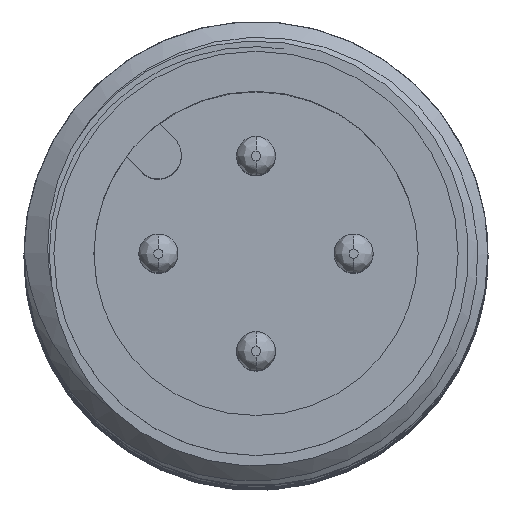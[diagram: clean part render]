
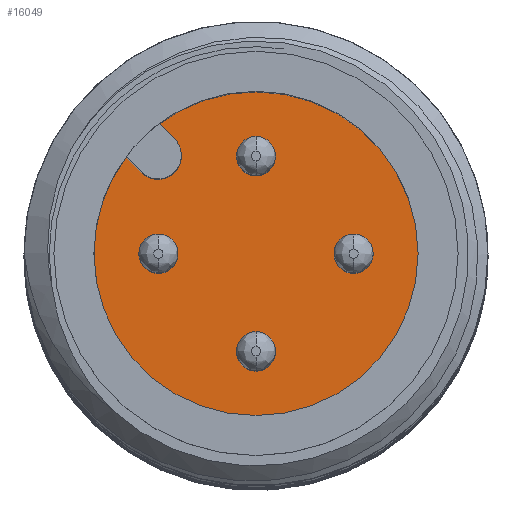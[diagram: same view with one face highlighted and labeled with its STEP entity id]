
A CAD part, top view. The second image highlights one B-rep face of the part: STEP entity #16049.
In plain terms, the highlighted planar face has unit normal (0, 0, 1).
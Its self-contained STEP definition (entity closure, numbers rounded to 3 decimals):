
#3263=CARTESIAN_POINT('',(0.,0.,65.2));
#3264=DIRECTION('',(0.,0.,1.));
#3265=DIRECTION('',(0.,-1.,0.));
#3266=AXIS2_PLACEMENT_3D('',#3263,#3264,#3265);
#3268=CARTESIAN_POINT('',(0.,0.,65.2));
#3269=DIRECTION('',(0.,0.,-1.));
#3270=DIRECTION('',(0.,-1.,0.));
#3271=AXIS2_PLACEMENT_3D('',#3268,#3269,#3270);
#3281=CARTESIAN_POINT('',(0.,0.,65.2));
#3282=DIRECTION('',(0.,0.,-1.));
#3283=DIRECTION('',(-0.597,0.802,0.));
#3284=AXIS2_PLACEMENT_3D('',#3281,#3282,#3283);
#3286=DIRECTION('',(0.707,-0.707,0.));
#3287=VECTOR('',#3286,0.556);
#3288=CARTESIAN_POINT('',(-3.328,2.479,65.2));
#3289=LINE('',#3288,#3287);
#3290=DIRECTION('',(-0.707,0.707,0.));
#3291=VECTOR('',#3290,0.556);
#3292=CARTESIAN_POINT('',(-2.086,2.934,65.2));
#3293=LINE('',#3292,#3291);
#3294=CARTESIAN_POINT('',(0.,2.5,65.2));
#3295=DIRECTION('',(0.,0.,1.));
#3296=DIRECTION('',(0.,1.,0.));
#3297=AXIS2_PLACEMENT_3D('',#3294,#3295,#3296);
#3299=CARTESIAN_POINT('',(0.,2.5,65.2));
#3300=DIRECTION('',(0.,0.,1.));
#3301=DIRECTION('',(0.,-1.,0.));
#3302=AXIS2_PLACEMENT_3D('',#3299,#3300,#3301);
#3304=CARTESIAN_POINT('',(-2.5,0.,65.2));
#3305=DIRECTION('',(0.,0.,1.));
#3306=DIRECTION('',(0.,1.,0.));
#3307=AXIS2_PLACEMENT_3D('',#3304,#3305,#3306);
#3309=CARTESIAN_POINT('',(-2.5,0.,65.2));
#3310=DIRECTION('',(0.,0.,1.));
#3311=DIRECTION('',(0.,-1.,0.));
#3312=AXIS2_PLACEMENT_3D('',#3309,#3310,#3311);
#3314=CARTESIAN_POINT('',(2.5,0.,65.2));
#3315=DIRECTION('',(0.,0.,1.));
#3316=DIRECTION('',(0.,1.,0.));
#3317=AXIS2_PLACEMENT_3D('',#3314,#3315,#3316);
#3319=CARTESIAN_POINT('',(2.5,0.,65.2));
#3320=DIRECTION('',(0.,0.,1.));
#3321=DIRECTION('',(0.,-1.,0.));
#3322=AXIS2_PLACEMENT_3D('',#3319,#3320,#3321);
#3324=CARTESIAN_POINT('',(0.,-2.5,65.2));
#3325=DIRECTION('',(0.,0.,1.));
#3326=DIRECTION('',(0.,1.,0.));
#3327=AXIS2_PLACEMENT_3D('',#3324,#3325,#3326);
#3329=CARTESIAN_POINT('',(0.,-2.5,65.2));
#3330=DIRECTION('',(0.,0.,1.));
#3331=DIRECTION('',(0.,-1.,0.));
#3332=AXIS2_PLACEMENT_3D('',#3329,#3330,#3331);
#3342=CARTESIAN_POINT('',(-2.51,2.51,65.2));
#3343=DIRECTION('',(0.,0.,-1.));
#3344=DIRECTION('',(0.707,0.707,0.));
#3345=AXIS2_PLACEMENT_3D('',#3342,#3343,#3344);
#13366=CARTESIAN_POINT('',(0.,-4.15,65.2));
#13368=VERTEX_POINT('',#13366);
#13370=CARTESIAN_POINT('',(0.,4.15,65.2));
#13372=VERTEX_POINT('',#13370);
#13378=CARTESIAN_POINT('',(0.,3.,65.2));
#13379=CARTESIAN_POINT('',(0.,2.,65.2));
#13380=VERTEX_POINT('',#13378);
#13381=VERTEX_POINT('',#13379);
#13382=CARTESIAN_POINT('',(-2.5,0.5,65.2));
#13383=CARTESIAN_POINT('',(-2.5,-0.5,65.2));
#13384=VERTEX_POINT('',#13382);
#13385=VERTEX_POINT('',#13383);
#13386=CARTESIAN_POINT('',(2.5,0.5,65.2));
#13387=CARTESIAN_POINT('',(2.5,-0.5,65.2));
#13388=VERTEX_POINT('',#13386);
#13389=VERTEX_POINT('',#13387);
#13390=CARTESIAN_POINT('',(0.,-2.,65.2));
#13391=CARTESIAN_POINT('',(0.,-3.,65.2));
#13392=VERTEX_POINT('',#13390);
#13393=VERTEX_POINT('',#13391);
#13410=CARTESIAN_POINT('',(-3.328,2.479,65.2));
#13411=VERTEX_POINT('',#13410);
#13412=CARTESIAN_POINT('',(-2.479,3.328,65.2));
#13413=VERTEX_POINT('',#13412);
#13438=CARTESIAN_POINT('',(-2.086,2.934,65.2));
#13439=VERTEX_POINT('',#13438);
#13440=CARTESIAN_POINT('',(-2.934,2.086,65.2));
#13441=VERTEX_POINT('',#13440);
#16009=CARTESIAN_POINT('',(0.,0.,65.2));
#16010=DIRECTION('',(0.,0.,1.));
#16011=DIRECTION('',(0.,1.,0.));
#16012=AXIS2_PLACEMENT_3D('',#16009,#16010,#16011);
#16013=PLANE('',#16012);
#16015=ORIENTED_EDGE('',*,*,#16014,.T.);
#16017=ORIENTED_EDGE('',*,*,#16016,.F.);
#16019=ORIENTED_EDGE('',*,*,#16018,.T.);
#16020=ORIENTED_EDGE('',*,*,#15998,.T.);
#16021=ORIENTED_EDGE('',*,*,#15980,.F.);
#16022=ORIENTED_EDGE('',*,*,#15993,.T.);
#16023=EDGE_LOOP('',(#16015,#16017,#16019,#16020,#16021,#16022));
#16024=FACE_OUTER_BOUND('',#16023,.F.);
#16026=ORIENTED_EDGE('',*,*,#16025,.T.);
#16028=ORIENTED_EDGE('',*,*,#16027,.T.);
#16029=EDGE_LOOP('',(#16026,#16028));
#16030=FACE_BOUND('',#16029,.F.);
#16032=ORIENTED_EDGE('',*,*,#16031,.T.);
#16034=ORIENTED_EDGE('',*,*,#16033,.T.);
#16035=EDGE_LOOP('',(#16032,#16034));
#16036=FACE_BOUND('',#16035,.F.);
#16038=ORIENTED_EDGE('',*,*,#16037,.T.);
#16040=ORIENTED_EDGE('',*,*,#16039,.T.);
#16041=EDGE_LOOP('',(#16038,#16040));
#16042=FACE_BOUND('',#16041,.F.);
#16044=ORIENTED_EDGE('',*,*,#16043,.T.);
#16046=ORIENTED_EDGE('',*,*,#16045,.T.);
#16047=EDGE_LOOP('',(#16044,#16046));
#16048=FACE_BOUND('',#16047,.F.);
#16049=ADVANCED_FACE('',(#16024,#16030,#16036,#16042,#16048),#16013,.T.);
#3267=CIRCLE('',#3266,4.15);
#3272=CIRCLE('',#3271,4.15);
#3285=CIRCLE('',#3284,4.15);
#3298=CIRCLE('',#3297,0.5);
#3303=CIRCLE('',#3302,0.5);
#3308=CIRCLE('',#3307,0.5);
#3313=CIRCLE('',#3312,0.5);
#3318=CIRCLE('',#3317,0.5);
#3323=CIRCLE('',#3322,0.5);
#3328=CIRCLE('',#3327,0.5);
#3333=CIRCLE('',#3332,0.5);
#3346=CIRCLE('',#3345,0.6);
#15980=EDGE_CURVE('',#13368,#13372,#3267,.T.);
#15993=EDGE_CURVE('',#13368,#13411,#3272,.T.);
#15998=EDGE_CURVE('',#13413,#13372,#3285,.T.);
#16014=EDGE_CURVE('',#13411,#13441,#3289,.T.);
#16016=EDGE_CURVE('',#13439,#13441,#3346,.T.);
#16018=EDGE_CURVE('',#13439,#13413,#3293,.T.);
#16025=EDGE_CURVE('',#13380,#13381,#3298,.T.);
#16027=EDGE_CURVE('',#13381,#13380,#3303,.T.);
#16031=EDGE_CURVE('',#13384,#13385,#3308,.T.);
#16033=EDGE_CURVE('',#13385,#13384,#3313,.T.);
#16037=EDGE_CURVE('',#13388,#13389,#3318,.T.);
#16039=EDGE_CURVE('',#13389,#13388,#3323,.T.);
#16043=EDGE_CURVE('',#13392,#13393,#3328,.T.);
#16045=EDGE_CURVE('',#13393,#13392,#3333,.T.);
